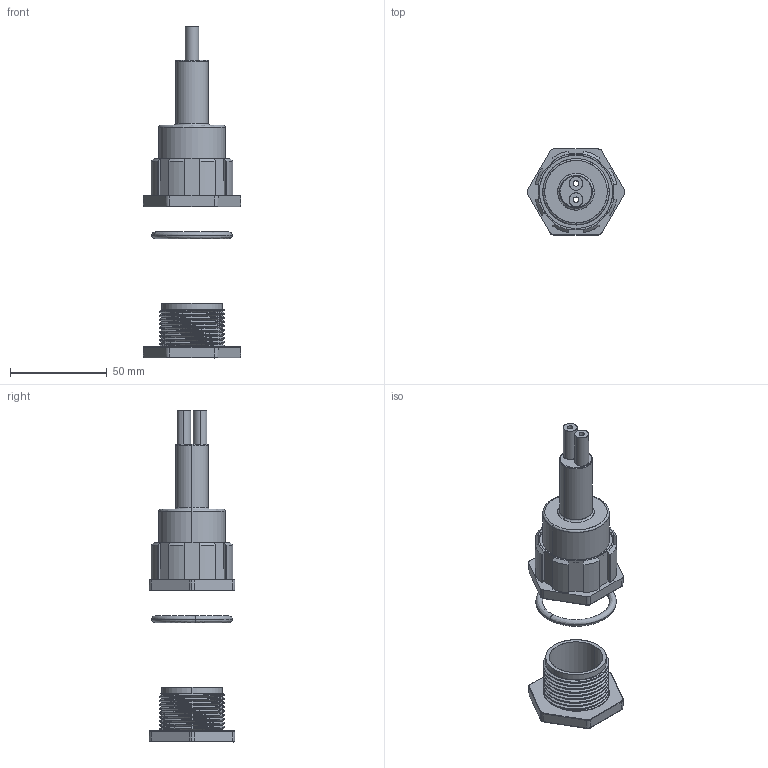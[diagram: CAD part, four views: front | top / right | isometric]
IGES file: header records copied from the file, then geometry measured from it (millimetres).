
Start section: SolidWorks IGES file using analytic representation for surfaces
Global section: file name: 3-NUS-2AOE.IGS; native system: SolidWorks 2020; preprocessor: SolidWorks 2020; author: office; date: 210528.082726; units: inch
Bounding box: 50.49 x 44.34 x 171.48 mm (x, y, z)
Surface area: 32158.7 mm2 (no closed solid volume)
Topology: 0 solids, 0 shells, 268 faces, 5429 edges, 5427 vertices
Faces by surface type: revolution 170, bspline 98
